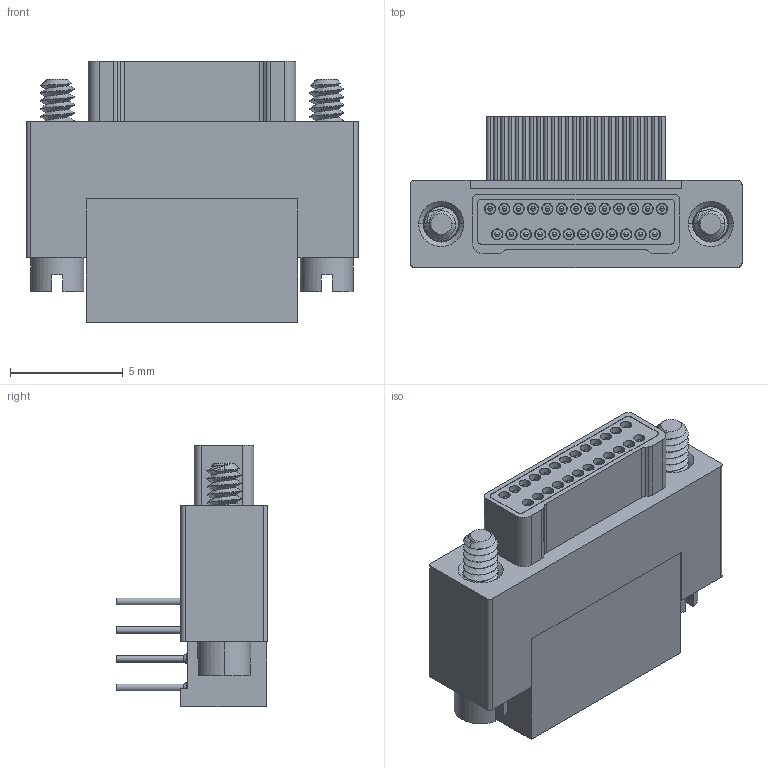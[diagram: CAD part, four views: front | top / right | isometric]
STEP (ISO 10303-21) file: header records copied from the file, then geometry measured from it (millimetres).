
FILE_DESCRIPTION((''),'2;1');
FILE_NAME('J63A-2E2-025-321-JC_ASM','2024-12-12T',('gongcheng6'),(''),'PRO/ENGINEER BY PARAMETRIC TECHNOLOGY CORPORATION, 2010280','PRO/ENGINEER BY PARAMETRIC TECHNOLOGY CORPORATION, 2010280','');
FILE_SCHEMA(('CONFIG_CONTROL_DESIGN'));
Length unit declared in the file: millimetre
Products named in the file (9): PRT0016; PRT0017; PRT0018; PRT0019; PRODUCT_2372; PRT0020; ASM0014_ASM; _J63A-2E2-025-321-JC; J63A-2E2-025-321-JC_ASM
Assembly tree (30 placements, depth 3):
  J63A-2E2-025-321-JC_ASM
    ASM0014_ASM
      PRT0016  x6
      PRT0017  x6
      PRT0018  x7
      PRT0019  x6
      PRODUCT_2372  x2
      PRT0020
    _J63A-2E2-025-321-JC
Bounding box: 14.71 x 6.71 x 11.57 mm (x, y, z)
Volume: 475.4 mm3; surface area: 1163.1 mm2
Topology: 3 solids, 53 shells, 849 faces, 2028 edges, 1191 vertices
Faces by surface type: cylinder 452, cone 160, plane 133, sphere 50, torus 50, bspline 4
Entity records: 15143 total; most frequent: CARTESIAN_POINT 7881, DIRECTION 1622, ORIENTED_EDGE 1346, EDGE_CURVE 689, AXIS2_PLACEMENT_3D 657, VERTEX_POINT 442, EDGE_LOOP 329, VECTOR 308
